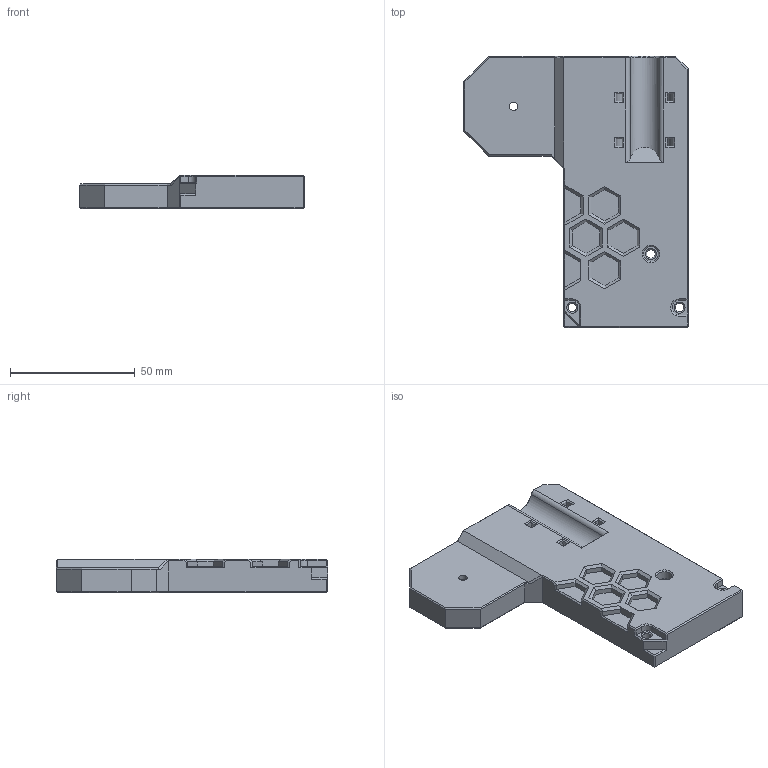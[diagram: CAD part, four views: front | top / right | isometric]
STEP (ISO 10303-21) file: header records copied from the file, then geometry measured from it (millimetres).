
FILE_DESCRIPTION(/* description */ (''),/* implementation_level */ '2;1');
FILE_NAME(/* name */ 'Door Puller Idler Bracket v7.step',/* time_stamp */ '2025-09-15T10:39:47-04:00',/* author */ (''),/* organization */ (''),/* preprocessor_version */ 'ST-DEVELOPER v20.1',/* originating_system */ 'Autodesk Translation Framework v14.17.0.0',/* authorisation */ '');
FILE_SCHEMA (('AUTOMOTIVE_DESIGN { 1 0 10303 214 3 1 1 }'));
Length unit declared in the file: millimetre
Products named in the file (1): Door Puller Idler Bracket
Bounding box: 90 x 108.7 x 13.5 mm (x, y, z)
Volume: 82940 mm3; surface area: 20143.4 mm2
Topology: 1 solids, 1 shells, 200 faces, 491 edges, 299 vertices
Faces by surface type: plane 171, cylinder 15, cone 14
Full cylindrical faces by diameter (mm): 3.4 x4, 4.6 x1, 6 x1
Entity records: 5777 total; most frequent: CARTESIAN_POINT 991, ORIENTED_EDGE 982, DIRECTION 958, EDGE_CURVE 491, LINE 426, VECTOR 426, VERTEX_POINT 299, AXIS2_PLACEMENT_3D 266
